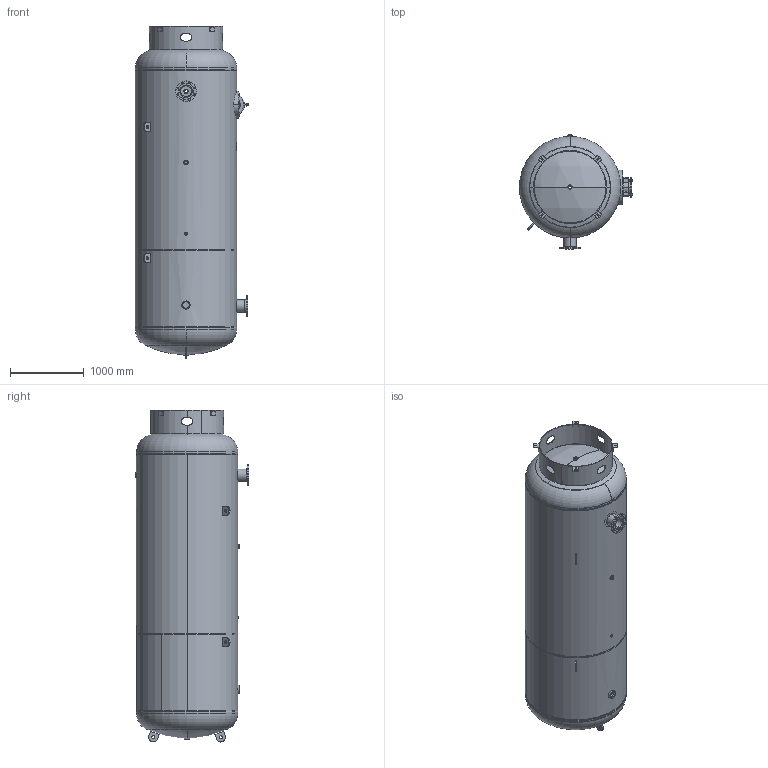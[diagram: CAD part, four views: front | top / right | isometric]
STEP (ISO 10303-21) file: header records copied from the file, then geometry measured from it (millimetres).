
FILE_DESCRIPTION (( 'STEP AP203' ), '1' );
FILE_NAME ('302447.STEP', '2012-03-05T14:37:54', ( '' ), ( '' ), 'SwSTEP 2.0', 'SolidWorks 2011', '' );
FILE_SCHEMA (( 'CONFIG_CONTROL_DESIGN' ));
Length unit declared in the file: inch
Products named in the file (1): 302447
Bounding box: 1533.43 x 1543.81 x 4496.48 mm (x, y, z)
Surface area: 41636974.4 mm2 (no closed solid volume)
Topology: 0 solids, 45 shells, 357 faces, 1084 edges, 756 vertices
Faces by surface type: cylinder 149, plane 129, torus 44, bspline 27, sphere 8
Entity records: 23586 total; most frequent: CARTESIAN_POINT 13861, DIRECTION 2067, ORIENTED_EDGE 1795, EDGE_CURVE 1084, AXIS2_PLACEMENT_3D 812, VERTEX_POINT 756, CIRCLE 481, LINE 443
